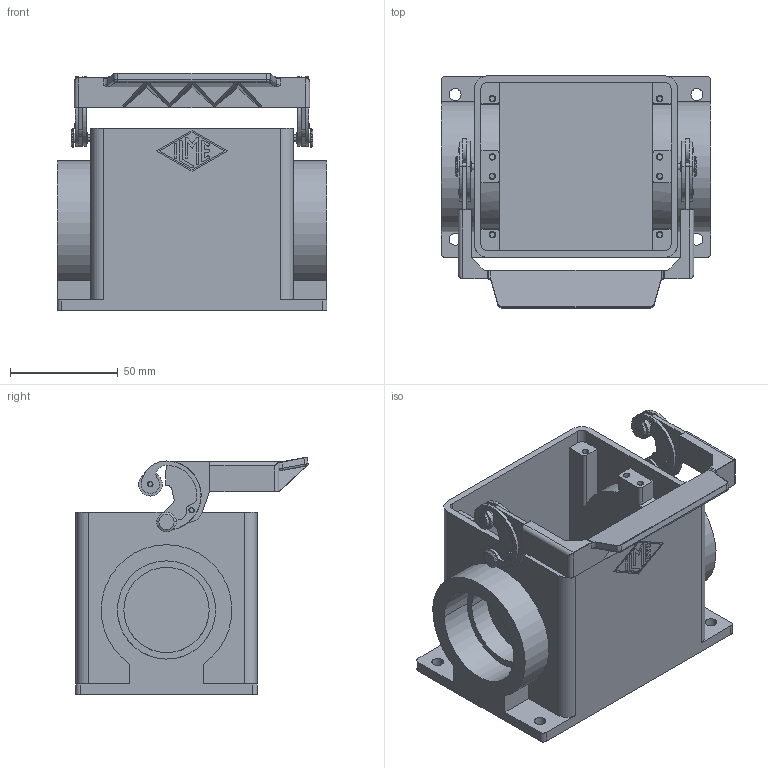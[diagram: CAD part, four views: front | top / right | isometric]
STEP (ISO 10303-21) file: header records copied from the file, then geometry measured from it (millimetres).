
FILE_DESCRIPTION(('Creo Elements/Direct Modeling STEP Export'),'2;1');
FILE_NAME('CHPT_32_6_L.stp','2013-01-14T11:43:59',(''),(''),'Creo Elements/Direct Modeling STEP processor for AP214 (Solid Model)','Creo Elements/Direct Modeling 18.0B 02-Dec-2011 (C) Parametric Technology GmbH','');
FILE_SCHEMA(('AUTOMOTIVE_DESIGN { 1 0 10303 214 1 1 1 1 }'));
Length unit declared in the file: millimetre
Products named in the file (1): MSBO8171
Bounding box: 125 x 107.59 x 109.97 mm (x, y, z)
Volume: 270580.1 mm3; surface area: 100080.1 mm2
Topology: 1 solids, 1 shells, 409 faces, 1088 edges, 718 vertices
Faces by surface type: plane 193, cylinder 172, torus 18, bspline 18, cone 8
Entity records: 17094 total; most frequent: CARTESIAN_POINT 3788, ORIENTED_EDGE 2172, DIRECTION 2036, EDGE_CURVE 1086, AXIS2_PLACEMENT_3D 730, VERTEX_POINT 718, VECTOR 576, LINE 576
